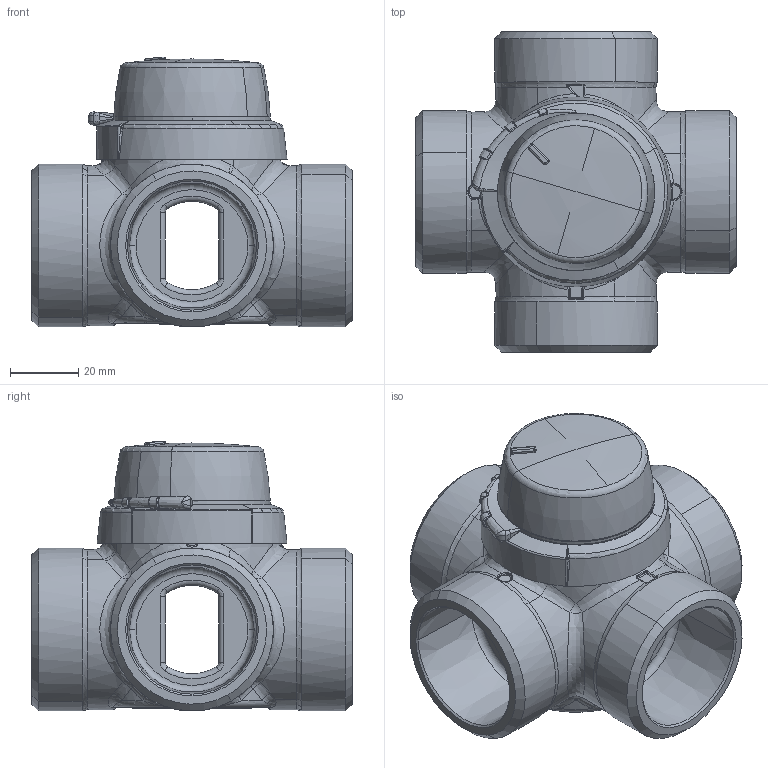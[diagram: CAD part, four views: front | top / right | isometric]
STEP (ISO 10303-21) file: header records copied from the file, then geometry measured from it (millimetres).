
FILE_DESCRIPTION(('CATIA V5 STEP Exchange'),'2;1');
FILE_NAME('VRB X42 DN32.stp','2016-04-04T13:00:51+00:00',('none'),('none'),'CATIA Version 5 Release 20 SP 6 (IN-10)','CATIA V5 STEP AP214','none');
FILE_SCHEMA(('AUTOMOTIVE_DESIGN { 1 0 10303 214 1 1 1 1 }'));
Length unit declared in the file: millimetre
Products named in the file (5): VRB X42 DN32; 7123-02; 7036-01; 7040-01.1; 7039-01.2
Assembly tree (4 placements, depth 2):
  VRB X42 DN32
    7123-02
    7036-01
    7040-01.1
    7039-01.2
Bounding box: 94 x 94 x 79.22 mm (x, y, z)
Volume: 123729.6 mm3; surface area: 69035.9 mm2
Topology: 5 solids, 5 shells, 3746 faces, 8958 edges, 5016 vertices
Faces by surface type: cylinder 1501, bspline 793, plane 757, sphere 262, torus 222, cone 178, revolution 33
Entity records: 145831 total; most frequent: CARTESIAN_POINT 71740, ORIENTED_EDGE 17376, DIRECTION 10988, EDGE_CURVE 8688, AXIS2_PLACEMENT_3D 5036, VERTEX_POINT 5012, EDGE_LOOP 3820, ADVANCED_FACE 3744
